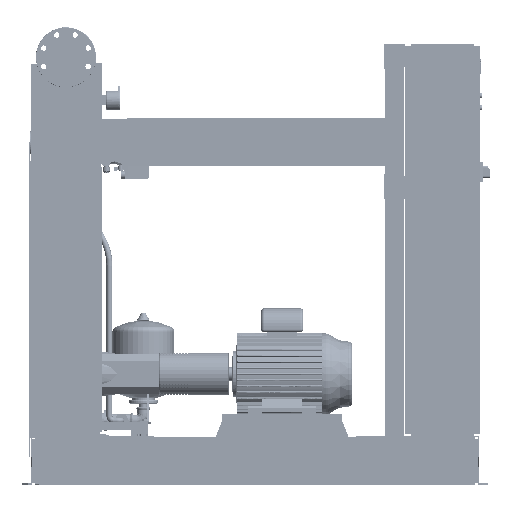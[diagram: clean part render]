
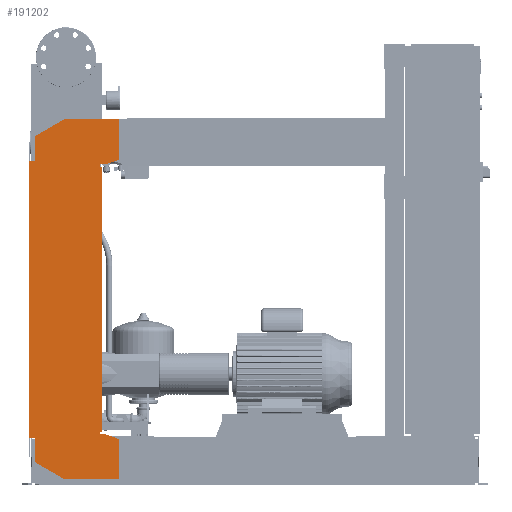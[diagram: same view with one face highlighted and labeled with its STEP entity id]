
A CAD part, front view. The second image highlights one B-rep face of the part: STEP entity #191202.
In plain terms, the highlighted free-form (B-spline) face has degree [1, 1] with [2, 2] control points.
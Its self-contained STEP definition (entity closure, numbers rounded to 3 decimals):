
#190687=CARTESIAN_POINT('',(-102.0,-565.5,1076.0));
#190688=VERTEX_POINT('',#190687);
#190695=CARTESIAN_POINT('',(-102.0,-565.5,1158.574));
#190696=VERTEX_POINT('',#190695);
#190697=CARTESIAN_POINT('',(-102.0,-565.5,1076.0));
#190698=DIRECTION('',(0.0,0.0,1.0));
#190699=VECTOR('',#190698,82.574);
#190700=LINE('',#190697,#190699);
#190701=EDGE_CURVE('',#190688,#190696,#190700,.T.);
#190719=CARTESIAN_POINT('',(-6.,-565.5,1214.0));
#190720=VERTEX_POINT('',#190719);
#190721=CARTESIAN_POINT('',(-102.0,-565.5,1158.574));
#190722=DIRECTION('',(0.866,0.0,0.5));
#190723=VECTOR('',#190722,110.851);
#190724=LINE('',#190721,#190723);
#190725=EDGE_CURVE('',#190696,#190720,#190724,.T.);
#190743=CARTESIAN_POINT('',(177.0,-565.5,1214.0));
#190744=VERTEX_POINT('',#190743);
#190745=CARTESIAN_POINT('',(-6.,-565.5,1214.0));
#190746=DIRECTION('',(1.0,0.0,0.0));
#190747=VECTOR('',#190746,183.0);
#190748=LINE('',#190745,#190747);
#190749=EDGE_CURVE('',#190720,#190744,#190748,.T.);
#190767=CARTESIAN_POINT('',(177.0,-565.5,1080.379));
#190768=VERTEX_POINT('',#190767);
#190769=CARTESIAN_POINT('',(177.0,-565.5,1214.0));
#190770=DIRECTION('',(0.0,0.0,-1.0));
#190771=VECTOR('',#190770,133.621);
#190772=LINE('',#190769,#190771);
#190773=EDGE_CURVE('',#190744,#190768,#190772,.T.);
#190791=CARTESIAN_POINT('',(132.,-565.5,1064.0));
#190792=VERTEX_POINT('',#190791);
#190793=CARTESIAN_POINT('',(177.0,-565.5,1080.379));
#190794=DIRECTION('',(-0.94,0.0,-0.342));
#190795=VECTOR('',#190794,47.888);
#190796=LINE('',#190793,#190795);
#190797=EDGE_CURVE('',#190768,#190792,#190796,.T.);
#190815=CARTESIAN_POINT('',(112.0,-565.5,1064.0));
#190816=VERTEX_POINT('',#190815);
#190817=CARTESIAN_POINT('',(132.,-565.5,1064.0));
#190818=DIRECTION('',(-1.0,0.0,0.0));
#190819=VECTOR('',#190818,20.);
#190820=LINE('',#190817,#190819);
#190821=EDGE_CURVE('',#190792,#190816,#190820,.T.);
#190839=CARTESIAN_POINT('',(112.0,-565.5,1056.0));
#190840=VERTEX_POINT('',#190839);
#190841=CARTESIAN_POINT('',(112.0,-565.5,1064.0));
#190842=DIRECTION('',(0.0,0.0,-1.0));
#190843=VECTOR('',#190842,8.0);
#190844=LINE('',#190841,#190843);
#190845=EDGE_CURVE('',#190816,#190840,#190844,.T.);
#190863=CARTESIAN_POINT('',(120.,-565.5,1056.0));
#190864=VERTEX_POINT('',#190863);
#190865=CARTESIAN_POINT('',(112.0,-565.5,1056.0));
#190866=DIRECTION('',(1.0,0.0,0.0));
#190867=VECTOR('',#190866,8.);
#190868=LINE('',#190865,#190867);
#190869=EDGE_CURVE('',#190840,#190864,#190868,.T.);
#190887=CARTESIAN_POINT('',(120.,-565.5,176.));
#190888=VERTEX_POINT('',#190887);
#190899=CARTESIAN_POINT('',(120.,-565.5,1056.0));
#190900=DIRECTION('',(0.0,0.0,-1.0));
#190901=VECTOR('',#190900,880.);
#190902=LINE('',#190899,#190901);
#190903=EDGE_CURVE('',#190864,#190888,#190902,.T.);
#190917=CARTESIAN_POINT('',(112.,-565.5,176.));
#190918=VERTEX_POINT('',#190917);
#190919=CARTESIAN_POINT('',(120.,-565.5,176.));
#190920=DIRECTION('',(-1.0,0.0,0.0));
#190921=VECTOR('',#190920,8.);
#190922=LINE('',#190919,#190921);
#190923=EDGE_CURVE('',#190888,#190918,#190922,.T.);
#190941=CARTESIAN_POINT('',(112.,-565.5,168.));
#190942=VERTEX_POINT('',#190941);
#190943=CARTESIAN_POINT('',(112.,-565.5,176.));
#190944=DIRECTION('',(0.0,0.0,-1.0));
#190945=VECTOR('',#190944,8.0);
#190946=LINE('',#190943,#190945);
#190947=EDGE_CURVE('',#190918,#190942,#190946,.T.);
#190965=CARTESIAN_POINT('',(132.,-565.5,168.));
#190966=VERTEX_POINT('',#190965);
#190967=CARTESIAN_POINT('',(112.,-565.5,168.));
#190968=DIRECTION('',(1.0,0.0,0.0));
#190969=VECTOR('',#190968,20.0);
#190970=LINE('',#190967,#190969);
#190971=EDGE_CURVE('',#190942,#190966,#190970,.T.);
#190989=CARTESIAN_POINT('',(177.,-565.5,151.621));
#190990=VERTEX_POINT('',#190989);
#190991=CARTESIAN_POINT('',(132.,-565.5,168.));
#190992=DIRECTION('',(0.94,0.0,-0.342));
#190993=VECTOR('',#190992,47.888);
#190994=LINE('',#190991,#190993);
#190995=EDGE_CURVE('',#190966,#190990,#190994,.T.);
#191013=CARTESIAN_POINT('',(177.,-565.5,18.0));
#191014=VERTEX_POINT('',#191013);
#191015=CARTESIAN_POINT('',(177.,-565.5,151.621));
#191016=DIRECTION('',(0.0,0.0,-1.0));
#191017=VECTOR('',#191016,133.621);
#191018=LINE('',#191015,#191017);
#191019=EDGE_CURVE('',#190990,#191014,#191018,.T.);
#191037=CARTESIAN_POINT('',(-4.,-565.5,18.0));
#191038=VERTEX_POINT('',#191037);
#191039=CARTESIAN_POINT('',(177.,-565.5,18.0));
#191040=DIRECTION('',(-1.0,0.0,0.0));
#191041=VECTOR('',#191040,181.);
#191042=LINE('',#191039,#191041);
#191043=EDGE_CURVE('',#191014,#191038,#191042,.T.);
#191061=CARTESIAN_POINT('',(-102.,-565.5,74.58));
#191062=VERTEX_POINT('',#191061);
#191063=CARTESIAN_POINT('',(-4.,-565.5,18.0));
#191064=DIRECTION('',(-0.866,0.0,0.5));
#191065=VECTOR('',#191064,113.161);
#191066=LINE('',#191063,#191065);
#191067=EDGE_CURVE('',#191038,#191062,#191066,.T.);
#191085=CARTESIAN_POINT('',(-102.,-565.5,156.0));
#191086=VERTEX_POINT('',#191085);
#191087=CARTESIAN_POINT('',(-102.,-565.5,74.58));
#191088=DIRECTION('',(0.0,0.0,1.0));
#191089=VECTOR('',#191088,81.42);
#191090=LINE('',#191087,#191089);
#191091=EDGE_CURVE('',#191062,#191086,#191090,.T.);
#191109=CARTESIAN_POINT('',(-122.,-565.5,156.0));
#191110=VERTEX_POINT('',#191109);
#191111=CARTESIAN_POINT('',(-102.,-565.5,156.0));
#191112=DIRECTION('',(-1.0,0.0,0.0));
#191113=VECTOR('',#191112,20.0);
#191114=LINE('',#191111,#191113);
#191115=EDGE_CURVE('',#191086,#191110,#191114,.T.);
#191133=CARTESIAN_POINT('',(-122.0,-565.5,1076.0));
#191134=VERTEX_POINT('',#191133);
#191147=CARTESIAN_POINT('',(-122.,-565.5,156.0));
#191148=DIRECTION('',(0.0,0.0,1.0));
#191149=VECTOR('',#191148,920.0);
#191150=LINE('',#191147,#191149);
#191151=EDGE_CURVE('',#191110,#191134,#191150,.T.);
#191165=CARTESIAN_POINT('',(-122.0,-565.5,1076.0));
#191166=DIRECTION('',(1.0,0.0,0.0));
#191167=VECTOR('',#191166,20.0);
#191168=LINE('',#191165,#191167);
#191169=EDGE_CURVE('',#191134,#190688,#191168,.T.);
#191175=CARTESIAN_POINT('',(-122.,-565.5,18.0));
#191176=CARTESIAN_POINT('',(177.0,-565.5,18.0));
#191177=CARTESIAN_POINT('',(-122.,-565.5,1214.0));
#191178=CARTESIAN_POINT('',(177.0,-565.5,1214.0));
#191179=B_SPLINE_SURFACE_WITH_KNOTS('',1,1,((#191175,#191177),(#191176,#191178)),.UNSPECIFIED.,.F.,.F.,.U.,(2,2),(2,2),(0.0,299.),(0.0,1196.0),.UNSPECIFIED.);
#191180=ORIENTED_EDGE('',*,*,#191169,.F.);
#191181=ORIENTED_EDGE('',*,*,#191151,.F.);
#191182=ORIENTED_EDGE('',*,*,#191115,.F.);
#191183=ORIENTED_EDGE('',*,*,#191091,.F.);
#191184=ORIENTED_EDGE('',*,*,#191067,.F.);
#191185=ORIENTED_EDGE('',*,*,#191043,.F.);
#191186=ORIENTED_EDGE('',*,*,#191019,.F.);
#191187=ORIENTED_EDGE('',*,*,#190995,.F.);
#191188=ORIENTED_EDGE('',*,*,#190971,.F.);
#191189=ORIENTED_EDGE('',*,*,#190947,.F.);
#191190=ORIENTED_EDGE('',*,*,#190923,.F.);
#191191=ORIENTED_EDGE('',*,*,#190903,.F.);
#191192=ORIENTED_EDGE('',*,*,#190869,.F.);
#191193=ORIENTED_EDGE('',*,*,#190845,.F.);
#191194=ORIENTED_EDGE('',*,*,#190821,.F.);
#191195=ORIENTED_EDGE('',*,*,#190797,.F.);
#191196=ORIENTED_EDGE('',*,*,#190773,.F.);
#191197=ORIENTED_EDGE('',*,*,#190749,.F.);
#191198=ORIENTED_EDGE('',*,*,#190725,.F.);
#191199=ORIENTED_EDGE('',*,*,#190701,.F.);
#191200=EDGE_LOOP('',(#191180,#191181,#191182,#191183,#191184,#191185,#191186,#191187,#191188,#191189,#191190,#191191,#191192,#191193,#191194,#191195,#191196,#191197,#191198,#191199));
#191201=FACE_OUTER_BOUND('',#191200,.T.);
#191202=ADVANCED_FACE('',(#191201),#191179,.T.);
